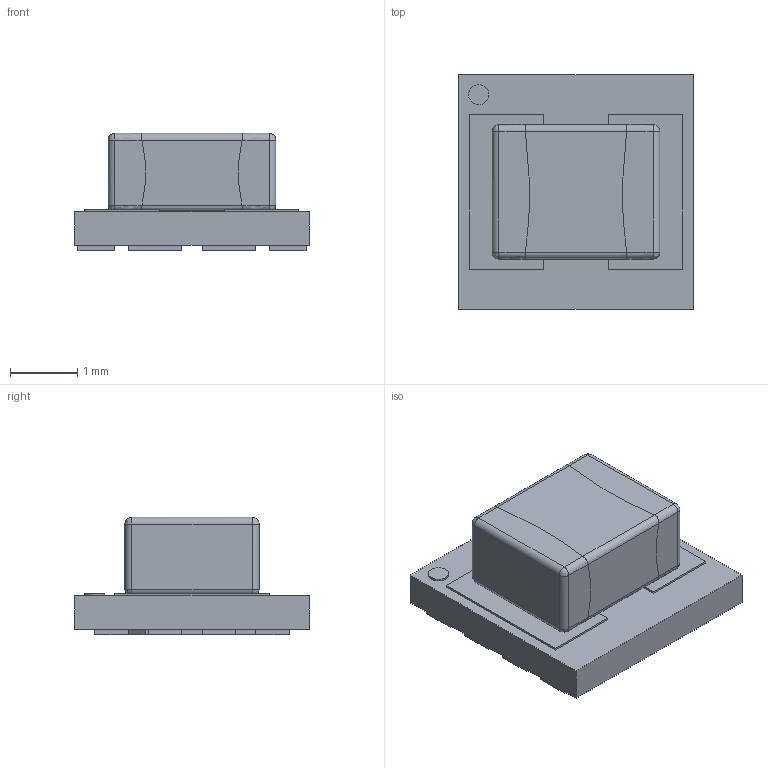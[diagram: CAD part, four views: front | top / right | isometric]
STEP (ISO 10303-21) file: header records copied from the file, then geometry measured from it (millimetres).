
FILE_DESCRIPTION(/* description */ (''),/* implementation_level */ '2;1');
FILE_NAME(/* name */ 'MicroSIP',/* time_stamp */ '2015-03-27T21:12:55+01:00',/* author */ (''),/* organization */ (''),/* preprocessor_version */ 'ST-DEVELOPER v14',/* originating_system */ '',/* authorisation */ '');
FILE_SCHEMA (('AUTOMOTIVE_DESIGN'));
Length unit declared in the file: millimetre
Products named in the file (1): Document
Bounding box: 3.5 x 3.5 x 1.75 mm (x, y, z)
Volume: 6.4 mm3; surface area: 83.8 mm2
Topology: 16 solids, 23 shells, 130 faces, 324 edges, 233 vertices
Faces by surface type: plane 82, bspline 48
Entity records: 4896 total; most frequent: CARTESIAN_POINT 2563, ORIENTED_EDGE 573, EDGE_CURVE 324, B_SPLINE_CURVE_WITH_KNOTS 256, VERTEX_POINT 233, EDGE_LOOP 136, ADVANCED_FACE 130, FACE_OUTER_BOUND 130
